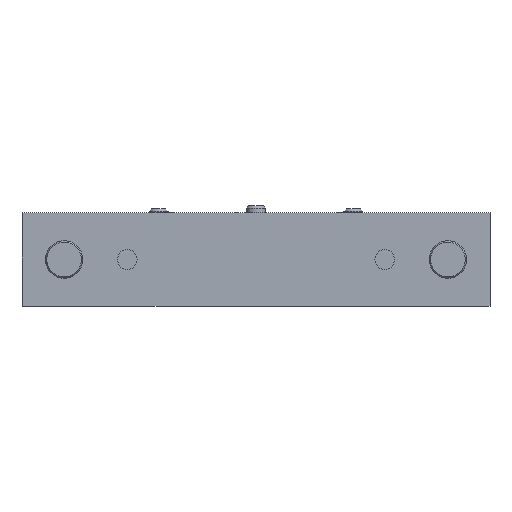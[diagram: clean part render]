
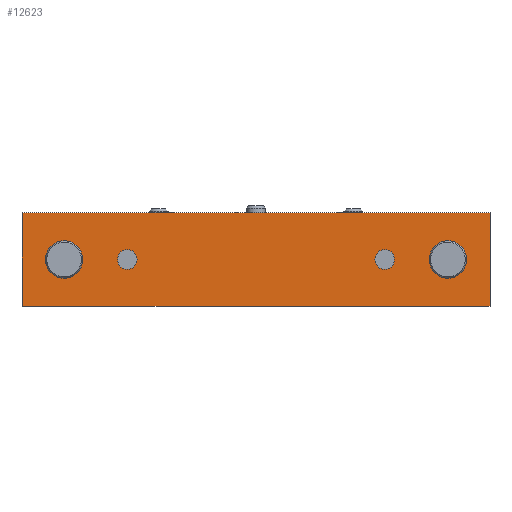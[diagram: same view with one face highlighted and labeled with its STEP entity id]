
A CAD part, front view. The second image highlights one B-rep face of the part: STEP entity #12623.
In plain terms, the highlighted planar face has unit normal (0, -1, 0).
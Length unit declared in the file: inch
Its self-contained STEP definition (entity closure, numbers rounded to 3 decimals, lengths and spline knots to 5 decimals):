
#132 = DIRECTION ( 'NONE',  ( 0., -1., 0. ) ) ;
#165 = VERTEX_POINT ( 'NONE', #1341 ) ;
#173 = LINE ( 'NONE', #5669, #16799 ) ;
#186 = DIRECTION ( 'NONE',  ( 0., 0., -1. ) ) ;
#373 = VERTEX_POINT ( 'NONE', #13913 ) ;
#622 = DIRECTION ( 'NONE',  ( 0., -1., 0. ) ) ;
#906 = ORIENTED_EDGE ( 'NONE', *, *, #4991, .F. ) ;
#939 = DIRECTION ( 'NONE',  ( 0., 1., 0. ) ) ;
#970 = CARTESIAN_POINT ( 'NONE',  ( 1.45669, -0.29528, 0.3937 ) ) ;
#1061 = VERTEX_POINT ( 'NONE', #6798 ) ;
#1341 = CARTESIAN_POINT ( 'NONE',  ( -1.08268, -0.29528, 0.31102 ) ) ;
#1418 = CIRCLE ( 'NONE', #2845, 0.08268 ) ;
#1521 = DIRECTION ( 'NONE',  ( 0., 0., 1. ) ) ;
#1543 = ORIENTED_EDGE ( 'NONE', *, *, #16869, .F. ) ;
#1573 = ORIENTED_EDGE ( 'NONE', *, *, #16365, .T. ) ;
#1589 = EDGE_CURVE ( 'NONE', #15993, #11681, #7279, .T. ) ;
#1695 = DIRECTION ( 'NONE',  ( 0., 1., 0. ) ) ;
#1802 = EDGE_CURVE ( 'NONE', #11821, #13771, #13006, .T. ) ;
#1826 = CARTESIAN_POINT ( 'NONE',  ( -1.61417, -0.29528, 0.3937 ) ) ;
#1850 = CARTESIAN_POINT ( 'NONE',  ( -1.08268, -0.29528, 0.3937 ) ) ;
#2155 = EDGE_CURVE ( 'NONE', #11615, #14021, #5852, .T. ) ;
#2290 = ORIENTED_EDGE ( 'NONE', *, *, #6129, .T. ) ;
#2506 = CARTESIAN_POINT ( 'NONE',  ( 1.61417, -0.29528, 0.3937 ) ) ;
#2845 = AXIS2_PLACEMENT_3D ( 'NONE', #3053, #12494, #186 ) ;
#2865 = CIRCLE ( 'NONE', #16980, 0.08268 ) ;
#3044 = CIRCLE ( 'NONE', #10519, 0.15748 ) ;
#3053 = CARTESIAN_POINT ( 'NONE',  ( -1.08268, -0.29528, 0.3937 ) ) ;
#3144 = DIRECTION ( 'NONE',  ( 0., 0., -1. ) ) ;
#3176 = CARTESIAN_POINT ( 'NONE',  ( -1.45669, -0.29528, 0.3937 ) ) ;
#3185 = CARTESIAN_POINT ( 'NONE',  ( -1.9685, -0.29528, 0. ) ) ;
#3224 = PLANE ( 'NONE',  #4973 ) ;
#3265 = AXIS2_PLACEMENT_3D ( 'NONE', #4388, #9869, #16968 ) ;
#3482 = CARTESIAN_POINT ( 'NONE',  ( 1.61417, -0.29528, 0.3937 ) ) ;
#3537 = AXIS2_PLACEMENT_3D ( 'NONE', #2506, #3685, #3590 ) ;
#3590 = DIRECTION ( 'NONE',  ( 0., 0., 1. ) ) ;
#3678 = EDGE_CURVE ( 'NONE', #13771, #12842, #3962, .T. ) ;
#3685 = DIRECTION ( 'NONE',  ( 0., -1., 0. ) ) ;
#3962 = CIRCLE ( 'NONE', #11706, 0.15748 ) ;
#4245 = ORIENTED_EDGE ( 'NONE', *, *, #16973, .T. ) ;
#4348 = CARTESIAN_POINT ( 'NONE',  ( 1., -0.29528, 0.3937 ) ) ;
#4388 = CARTESIAN_POINT ( 'NONE',  ( 1.08268, -0.29528, 0.3937 ) ) ;
#4397 = CARTESIAN_POINT ( 'NONE',  ( 0., -0.29528, 0.3937 ) ) ;
#4481 = CIRCLE ( 'NONE', #6772, 0.15748 ) ;
#4496 = FACE_BOUND ( 'NONE', #11519, .T. ) ;
#4531 = VERTEX_POINT ( 'NONE', #13954 ) ;
#4690 = CARTESIAN_POINT ( 'NONE',  ( 0., -0.29528, 0.7874 ) ) ;
#4803 = DIRECTION ( 'NONE',  ( 0., 1., 0. ) ) ;
#4973 = AXIS2_PLACEMENT_3D ( 'NONE', #4397, #1695, #1521 ) ;
#4991 = EDGE_CURVE ( 'NONE', #373, #11652, #11323, .T. ) ;
#5164 = CARTESIAN_POINT ( 'NONE',  ( 1.77165, -0.29528, 0.3937 ) ) ;
#5669 = CARTESIAN_POINT ( 'NONE',  ( 1.9685, -0.29528, 0.3937 ) ) ;
#5852 = CIRCLE ( 'NONE', #3265, 0.08268 ) ;
#5936 = DIRECTION ( 'NONE',  ( 0., 0., -1. ) ) ;
#5946 = CARTESIAN_POINT ( 'NONE',  ( 1.61417, -0.29528, 0.3937 ) ) ;
#5950 = CARTESIAN_POINT ( 'NONE',  ( -1.61417, -0.29528, 0.3937 ) ) ;
#5978 = DIRECTION ( 'NONE',  ( 0., -1., 0. ) ) ;
#6036 = CARTESIAN_POINT ( 'NONE',  ( -1.9685, -0.29528, 0.3937 ) ) ;
#6112 = DIRECTION ( 'NONE',  ( 0., 0., 1. ) ) ;
#6129 = EDGE_CURVE ( 'NONE', #9215, #165, #1418, .T. ) ;
#6279 = ORIENTED_EDGE ( 'NONE', *, *, #9959, .F. ) ;
#6724 = ORIENTED_EDGE ( 'NONE', *, *, #14867, .T. ) ;
#6772 = AXIS2_PLACEMENT_3D ( 'NONE', #3482, #622, #6112 ) ;
#6798 = CARTESIAN_POINT ( 'NONE',  ( 1.9685, -0.29528, 0. ) ) ;
#7051 = VERTEX_POINT ( 'NONE', #8141 ) ;
#7096 = CIRCLE ( 'NONE', #8523, 0.08268 ) ;
#7279 = CIRCLE ( 'NONE', #7859, 0.15748 ) ;
#7354 = AXIS2_PLACEMENT_3D ( 'NONE', #16060, #14711, #10498 ) ;
#7859 = AXIS2_PLACEMENT_3D ( 'NONE', #5950, #11426, #16902 ) ;
#8141 = CARTESIAN_POINT ( 'NONE',  ( -1.16535, -0.29528, 0.3937 ) ) ;
#8206 = CIRCLE ( 'NONE', #7354, 0.08268 ) ;
#8372 = ORIENTED_EDGE ( 'NONE', *, *, #8528, .F. ) ;
#8523 = AXIS2_PLACEMENT_3D ( 'NONE', #8855, #4803, #10276 ) ;
#8528 = EDGE_CURVE ( 'NONE', #4531, #15993, #15387, .T. ) ;
#8672 = DIRECTION ( 'NONE',  ( 0., 0., -1. ) ) ;
#8784 = CARTESIAN_POINT ( 'NONE',  ( 1.16535, -0.29528, 0.3937 ) ) ;
#8855 = CARTESIAN_POINT ( 'NONE',  ( -1.08268, -0.29528, 0.3937 ) ) ;
#8874 = VECTOR ( 'NONE', #12856, 39.37008 ) ;
#8975 = VERTEX_POINT ( 'NONE', #11393 ) ;
#9215 = VERTEX_POINT ( 'NONE', #14562 ) ;
#9657 = EDGE_CURVE ( 'NONE', #11652, #1061, #173, .T. ) ;
#9869 = DIRECTION ( 'NONE',  ( 0., 1., 0. ) ) ;
#9959 = EDGE_CURVE ( 'NONE', #12842, #11821, #4481, .T. ) ;
#9986 = EDGE_LOOP ( 'NONE', ( #906, #10597, #6724, #15688 ) ) ;
#10019 = DIRECTION ( 'NONE',  ( 0., 0., -1. ) ) ;
#10063 = EDGE_CURVE ( 'NONE', #8975, #11615, #8206, .T. ) ;
#10157 = LINE ( 'NONE', #6036, #15403 ) ;
#10158 = ORIENTED_EDGE ( 'NONE', *, *, #10063, .T. ) ;
#10205 = EDGE_LOOP ( 'NONE', ( #1543, #10217, #8372 ) ) ;
#10217 = ORIENTED_EDGE ( 'NONE', *, *, #1589, .F. ) ;
#10231 = CARTESIAN_POINT ( 'NONE',  ( -1.61417, -0.29528, 0.23622 ) ) ;
#10276 = DIRECTION ( 'NONE',  ( 0., 0., -1. ) ) ;
#10498 = DIRECTION ( 'NONE',  ( 0., 0., -1. ) ) ;
#10519 = AXIS2_PLACEMENT_3D ( 'NONE', #1826, #5978, #8672 ) ;
#10597 = ORIENTED_EDGE ( 'NONE', *, *, #15079, .T. ) ;
#10662 = DIRECTION ( 'NONE',  ( 0., -1., 0. ) ) ;
#10786 = AXIS2_PLACEMENT_3D ( 'NONE', #1850, #17131, #11727 ) ;
#11046 = DIRECTION ( 'NONE',  ( 1., 0., 0. ) ) ;
#11214 = FACE_BOUND ( 'NONE', #13455, .T. ) ;
#11316 = LINE ( 'NONE', #13924, #12971 ) ;
#11323 = LINE ( 'NONE', #4690, #8874 ) ;
#11393 = CARTESIAN_POINT ( 'NONE',  ( 1.08268, -0.29528, 0.31102 ) ) ;
#11423 = EDGE_CURVE ( 'NONE', #14021, #8975, #2865, .T. ) ;
#11426 = DIRECTION ( 'NONE',  ( 0., -1., 0. ) ) ;
#11519 = EDGE_LOOP ( 'NONE', ( #14706, #6279, #13655 ) ) ;
#11615 = VERTEX_POINT ( 'NONE', #4348 ) ;
#11652 = VERTEX_POINT ( 'NONE', #13959 ) ;
#11681 = VERTEX_POINT ( 'NONE', #3176 ) ;
#11706 = AXIS2_PLACEMENT_3D ( 'NONE', #5946, #10662, #16048 ) ;
#11727 = DIRECTION ( 'NONE',  ( 0., 0., -1. ) ) ;
#11821 = VERTEX_POINT ( 'NONE', #5164 ) ;
#12256 = EDGE_LOOP ( 'NONE', ( #2290, #4245, #1573 ) ) ;
#12494 = DIRECTION ( 'NONE',  ( 0., 1., 0. ) ) ;
#12571 = FACE_OUTER_BOUND ( 'NONE', #9986, .T. ) ;
#12623 = ADVANCED_FACE ( 'NONE', ( #11214, #14186, #4496, #14011, #12571 ), #3224, .F. ) ;
#12711 = CARTESIAN_POINT ( 'NONE',  ( -1.61417, -0.29528, 0.3937 ) ) ;
#12842 = VERTEX_POINT ( 'NONE', #970 ) ;
#12856 = DIRECTION ( 'NONE',  ( 1., 0., 0. ) ) ;
#12971 = VECTOR ( 'NONE', #11046, 39.37008 ) ;
#13006 = CIRCLE ( 'NONE', #3537, 0.15748 ) ;
#13074 = CIRCLE ( 'NONE', #10786, 0.08268 ) ;
#13314 = VERTEX_POINT ( 'NONE', #3185 ) ;
#13455 = EDGE_LOOP ( 'NONE', ( #17263, #10158, #14772 ) ) ;
#13655 = ORIENTED_EDGE ( 'NONE', *, *, #3678, .F. ) ;
#13771 = VERTEX_POINT ( 'NONE', #17313 ) ;
#13913 = CARTESIAN_POINT ( 'NONE',  ( -1.9685, -0.29528, 0.7874 ) ) ;
#13924 = CARTESIAN_POINT ( 'NONE',  ( 0., -0.29528, 0. ) ) ;
#13954 = CARTESIAN_POINT ( 'NONE',  ( -1.77165, -0.29528, 0.3937 ) ) ;
#13959 = CARTESIAN_POINT ( 'NONE',  ( 1.9685, -0.29528, 0.7874 ) ) ;
#14011 = FACE_BOUND ( 'NONE', #10205, .T. ) ;
#14021 = VERTEX_POINT ( 'NONE', #8784 ) ;
#14186 = FACE_BOUND ( 'NONE', #12256, .T. ) ;
#14412 = DIRECTION ( 'NONE',  ( 0., 0., -1. ) ) ;
#14562 = CARTESIAN_POINT ( 'NONE',  ( -1., -0.29528, 0.3937 ) ) ;
#14706 = ORIENTED_EDGE ( 'NONE', *, *, #1802, .F. ) ;
#14711 = DIRECTION ( 'NONE',  ( 0., 1., 0. ) ) ;
#14772 = ORIENTED_EDGE ( 'NONE', *, *, #2155, .T. ) ;
#14867 = EDGE_CURVE ( 'NONE', #13314, #1061, #11316, .T. ) ;
#15079 = EDGE_CURVE ( 'NONE', #373, #13314, #10157, .T. ) ;
#15387 = CIRCLE ( 'NONE', #15676, 0.15748 ) ;
#15403 = VECTOR ( 'NONE', #3144, 39.37008 ) ;
#15676 = AXIS2_PLACEMENT_3D ( 'NONE', #12711, #132, #10019 ) ;
#15688 = ORIENTED_EDGE ( 'NONE', *, *, #9657, .F. ) ;
#15852 = CARTESIAN_POINT ( 'NONE',  ( 1.08268, -0.29528, 0.3937 ) ) ;
#15993 = VERTEX_POINT ( 'NONE', #10231 ) ;
#16048 = DIRECTION ( 'NONE',  ( 0., 0., 1. ) ) ;
#16060 = CARTESIAN_POINT ( 'NONE',  ( 1.08268, -0.29528, 0.3937 ) ) ;
#16365 = EDGE_CURVE ( 'NONE', #7051, #9215, #13074, .T. ) ;
#16799 = VECTOR ( 'NONE', #5936, 39.37008 ) ;
#16869 = EDGE_CURVE ( 'NONE', #11681, #4531, #3044, .T. ) ;
#16902 = DIRECTION ( 'NONE',  ( 0., 0., -1. ) ) ;
#16968 = DIRECTION ( 'NONE',  ( 0., 0., -1. ) ) ;
#16973 = EDGE_CURVE ( 'NONE', #165, #7051, #7096, .T. ) ;
#16980 = AXIS2_PLACEMENT_3D ( 'NONE', #15852, #939, #14412 ) ;
#17131 = DIRECTION ( 'NONE',  ( 0., 1., 0. ) ) ;
#17263 = ORIENTED_EDGE ( 'NONE', *, *, #11423, .T. ) ;
#17313 = CARTESIAN_POINT ( 'NONE',  ( 1.61417, -0.29528, 0.55118 ) ) ;
